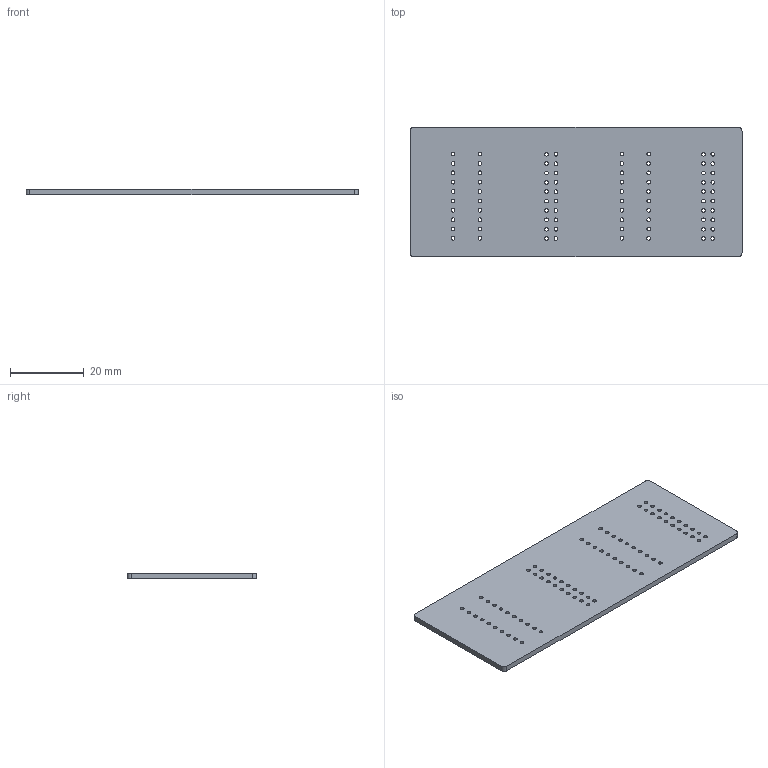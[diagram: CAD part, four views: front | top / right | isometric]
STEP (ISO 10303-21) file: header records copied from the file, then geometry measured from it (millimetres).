
FILE_DESCRIPTION(('KiCad electronic assembly'),'2;1');
FILE_NAME('CSC202_LP_MSPM0G3507_3TERM_BREAKOUT-3D.step', '2026-04-01T01:10:01',('Pcbnew'),('Kicad'), 'Open CASCADE STEP processor 7.6','KiCad to STEP converter','Unknown' );
FILE_SCHEMA(('AUTOMOTIVE_DESIGN { 1 0 10303 214 1 1 1 1 }'));
Length unit declared in the file: millimetre
Products named in the file (2): CSC202_LP_MSPM0G3507_3TERM_BREAKOUT-3D 1; CSC202_LP_MSPM0G3507_3TERM_BREAKOUT_PCB
Assembly tree (1 placements, depth 2):
  CSC202_LP_MSPM0G3507_3TERM_BREAKOUT-3D 1
    CSC202_LP_MSPM0G3507_3TERM_BREAKOUT_PCB
Bounding box: 90 x 35 x 1.51 mm (x, y, z)
Volume: 4660.3 mm3; surface area: 6927 mm2
Topology: 1 solids, 1 shells, 90 faces, 264 edges, 176 vertices
Faces by surface type: cylinder 84, plane 6
Full cylindrical faces by diameter (mm): 1 x80
Entity records: 3453 total; most frequent: DIRECTION 616, CARTESIAN_POINT 532, ORIENTED_EDGE 528, EDGE_CURVE 264, AXIS2_PLACEMENT_3D 260, FACE_BOUND 250, EDGE_LOOP 250, VERTEX_POINT 176
